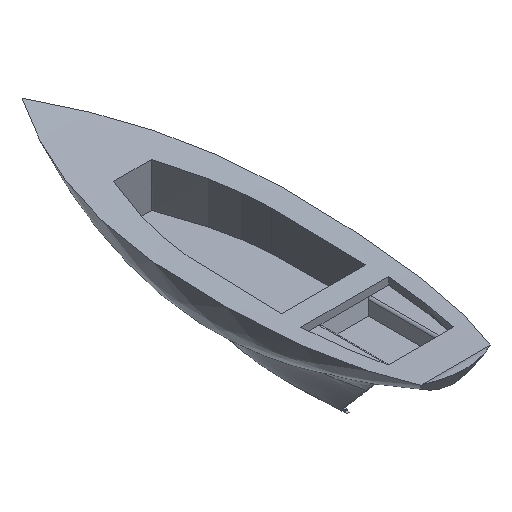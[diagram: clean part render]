
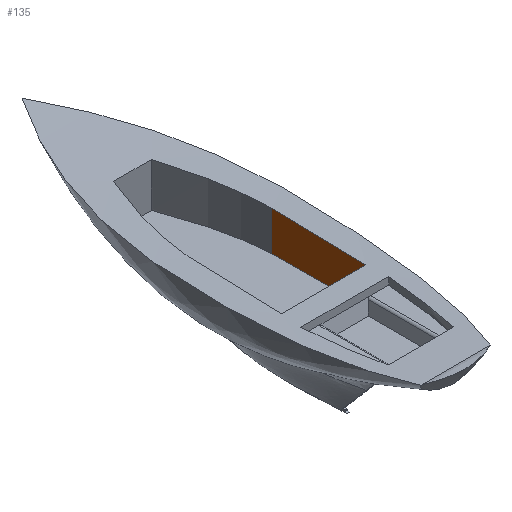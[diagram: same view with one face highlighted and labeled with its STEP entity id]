
A CAD part, isometric view. The second image highlights one B-rep face of the part: STEP entity #135.
In plain terms, the highlighted face is a extrusion surface.
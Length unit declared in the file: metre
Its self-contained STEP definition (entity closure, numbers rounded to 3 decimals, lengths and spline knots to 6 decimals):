
#135 = ADVANCED_FACE( '', ( #273 ), #274, .F. );
#273 = FACE_OUTER_BOUND( '', #19700, .T. );
#274 = SURFACE_OF_LINEAR_EXTRUSION( '', #19701, #19702 );
#19700 = EDGE_LOOP( '', ( #21083, #21084, #21085, #21086 ) );
#19701 = B_SPLINE_CURVE_WITH_KNOTS( '', 3, ( #21087, #21088, #21089, #21090, #21091, #21092, #21093, #21094, #21095, #21096, #21097, #21098, #21099, #21100, #21101, #21102, #21103 ), .UNSPECIFIED., .F., .F., ( 4, 1, 1, 1, 1, 1, 1, 1, 1, 1, 1, 1, 1, 1, 4 ), ( 0., 0.226221, 0.339331, 0.395887, 0.452442, 0.508997, 0.565552, 0.678663, 0.791773, 0.904884, 1.017994, 1.131105, 1.357326, 1.583547, 1.809768 ), .UNSPECIFIED. );
#19702 = VECTOR( '', #21104, 1. );
#21083 = ORIENTED_EDGE( '', *, *, #21136, .T. );
#21084 = ORIENTED_EDGE( '', *, *, #21216, .T. );
#21085 = ORIENTED_EDGE( '', *, *, #21204, .F. );
#21086 = ORIENTED_EDGE( '', *, *, #21119, .F. );
#21087 = CARTESIAN_POINT( '', ( 0.808588, 0.566617, 0.112211 ) );
#21088 = CARTESIAN_POINT( '', ( 0.813914, 0.491429, 0.112211 ) );
#21089 = CARTESIAN_POINT( '', ( 0.820163, 0.378565, 0.112211 ) );
#21090 = CARTESIAN_POINT( '', ( 0.825011, 0.246772, 0.112211 ) );
#21091 = CARTESIAN_POINT( '', ( 0.827168, 0.171433, 0.112211 ) );
#21092 = CARTESIAN_POINT( '', ( 0.8285, 0.114914, 0.112211 ) );
#21093 = CARTESIAN_POINT( '', ( 0.829567, 0.058386, 0.112211 ) );
#21094 = CARTESIAN_POINT( '', ( 0.830662, -0.016986, 0.112211 ) );
#21095 = CARTESIAN_POINT( '', ( 0.831466, -0.111208, 0.112211 ) );
#21096 = CARTESIAN_POINT( '', ( 0.831675, -0.224283, 0.112211 ) );
#21097 = CARTESIAN_POINT( '', ( 0.831262, -0.337369, 0.112211 ) );
#21098 = CARTESIAN_POINT( '', ( 0.830351, -0.450456, 0.112211 ) );
#21099 = CARTESIAN_POINT( '', ( 0.828611, -0.601235, 0.112211 ) );
#21100 = CARTESIAN_POINT( '', ( 0.82571, -0.789707, 0.112211 ) );
#21101 = CARTESIAN_POINT( '', ( 0.821706, -1.015881, 0.112211 ) );
#21102 = CARTESIAN_POINT( '', ( 0.819011, -1.166673, 0.112211 ) );
#21103 = CARTESIAN_POINT( '', ( 0.817717, -1.242073, 0.112211 ) );
#21104 = DIRECTION( '', ( 0., 0., -1. ) );
#21119 = EDGE_CURVE( '', #21257, #21259, #21260, .T. );
#21136 = EDGE_CURVE( '', #21257, #21289, #21291, .T. );
#21204 = EDGE_CURVE( '', #21259, #21400, #21401, .T. );
#21216 = EDGE_CURVE( '', #21289, #21400, #21415, .T. );
#21257 = VERTEX_POINT( '', #21462 );
#21259 = VERTEX_POINT( '', #21495 );
#21260 = B_SPLINE_CURVE_WITH_KNOTS( '', 3, ( #21496, #21497, #21498, #21499, #21500, #21501, #21502, #21503, #21504, #21505, #21506, #21507, #21508, #21509, #21510, #21511 ), .UNSPECIFIED., .F., .F., ( 4, 2, 2, 2, 2, 2, 1, 1, 4 ), ( 0., 0.226221, 0.452442, 0.678663, 0.904884, 1.131105, 1.357326, 1.583547, 1.809768 ), .UNSPECIFIED. );
#21289 = VERTEX_POINT( '', #21832 );
#21291 = LINE( '', #21867, #21868 );
#21400 = VERTEX_POINT( '', #22647 );
#21401 = LINE( '', #22648, #22649 );
#21415 = B_SPLINE_CURVE_WITH_KNOTS( '', 3, ( #22871, #22872, #22873, #22874, #22875, #22876, #22877, #22878, #22879, #22880, #22881, #22882, #22883, #22884, #22885, #22886, #22887 ), .UNSPECIFIED., .F., .F., ( 4, 1, 1, 1, 1, 1, 1, 1, 1, 1, 1, 1, 1, 1, 4 ), ( 0., 0.226221, 0.339331, 0.395887, 0.452442, 0.508997, 0.565552, 0.678663, 0.791773, 0.904884, 1.017994, 1.131105, 1.357326, 1.583547, 1.809768 ), .UNSPECIFIED. );
#21462 = CARTESIAN_POINT( '', ( 0.808588, 0.566617, -0.053636 ) );
#21495 = CARTESIAN_POINT( '', ( 0.817717, -1.242073, -0.104279 ) );
#21496 = CARTESIAN_POINT( '', ( 0.808588, 0.566617, -0.053636 ) );
#21497 = CARTESIAN_POINT( '', ( 0.813914, 0.491429, -0.056582 ) );
#21498 = CARTESIAN_POINT( '', ( 0.81808, 0.416186, -0.059431 ) );
#21499 = CARTESIAN_POINT( '', ( 0.824551, 0.265611, -0.06493 ) );
#21500 = CARTESIAN_POINT( '', ( 0.826856, 0.190279, -0.067579 ) );
#21501 = CARTESIAN_POINT( '', ( 0.830055, 0.039546, -0.072672 ) );
#21502 = CARTESIAN_POINT( '', ( 0.830949, -0.035829, -0.075114 ) );
#21503 = CARTESIAN_POINT( '', ( 0.831732, -0.18659, -0.079786 ) );
#21504 = CARTESIAN_POINT( '', ( 0.831621, -0.261977, -0.082016 ) );
#21505 = CARTESIAN_POINT( '', ( 0.830737, -0.412761, -0.086259 ) );
#21506 = CARTESIAN_POINT( '', ( 0.829964, -0.488151, -0.088272 ) );
#21507 = CARTESIAN_POINT( '', ( 0.82803, -0.63893, -0.092077 ) );
#21508 = CARTESIAN_POINT( '', ( 0.82571, -0.789707, -0.095662 ) );
#21509 = CARTESIAN_POINT( '', ( 0.821706, -1.015881, -0.100368 ) );
#21510 = CARTESIAN_POINT( '', ( 0.819011, -1.166673, -0.103052 ) );
#21511 = CARTESIAN_POINT( '', ( 0.817717, -1.242073, -0.104279 ) );
#21832 = CARTESIAN_POINT( '', ( 0.808588, 0.566617, -0.8128 ) );
#21867 = CARTESIAN_POINT( '', ( 0.808588, 0.566617, 0.112211 ) );
#21868 = VECTOR( '', #23222, 1. );
#22647 = CARTESIAN_POINT( '', ( 0.817717, -1.242073, -0.8128 ) );
#22648 = CARTESIAN_POINT( '', ( 0.817717, -1.242073, 0.112211 ) );
#22649 = VECTOR( '', #23259, 1. );
#22871 = CARTESIAN_POINT( '', ( 0.808588, 0.566617, -0.8128 ) );
#22872 = CARTESIAN_POINT( '', ( 0.813914, 0.491429, -0.8128 ) );
#22873 = CARTESIAN_POINT( '', ( 0.820163, 0.378565, -0.8128 ) );
#22874 = CARTESIAN_POINT( '', ( 0.825011, 0.246772, -0.8128 ) );
#22875 = CARTESIAN_POINT( '', ( 0.827168, 0.171433, -0.8128 ) );
#22876 = CARTESIAN_POINT( '', ( 0.8285, 0.114914, -0.8128 ) );
#22877 = CARTESIAN_POINT( '', ( 0.829567, 0.058386, -0.8128 ) );
#22878 = CARTESIAN_POINT( '', ( 0.830662, -0.016986, -0.8128 ) );
#22879 = CARTESIAN_POINT( '', ( 0.831466, -0.111208, -0.8128 ) );
#22880 = CARTESIAN_POINT( '', ( 0.831675, -0.224283, -0.8128 ) );
#22881 = CARTESIAN_POINT( '', ( 0.831262, -0.337369, -0.8128 ) );
#22882 = CARTESIAN_POINT( '', ( 0.830351, -0.450456, -0.8128 ) );
#22883 = CARTESIAN_POINT( '', ( 0.828611, -0.601235, -0.8128 ) );
#22884 = CARTESIAN_POINT( '', ( 0.82571, -0.789707, -0.8128 ) );
#22885 = CARTESIAN_POINT( '', ( 0.821706, -1.015881, -0.8128 ) );
#22886 = CARTESIAN_POINT( '', ( 0.819011, -1.166673, -0.8128 ) );
#22887 = CARTESIAN_POINT( '', ( 0.817717, -1.242073, -0.8128 ) );
#23222 = DIRECTION( '', ( 0., 0., -1. ) );
#23259 = DIRECTION( '', ( 0., 0., -1. ) );
